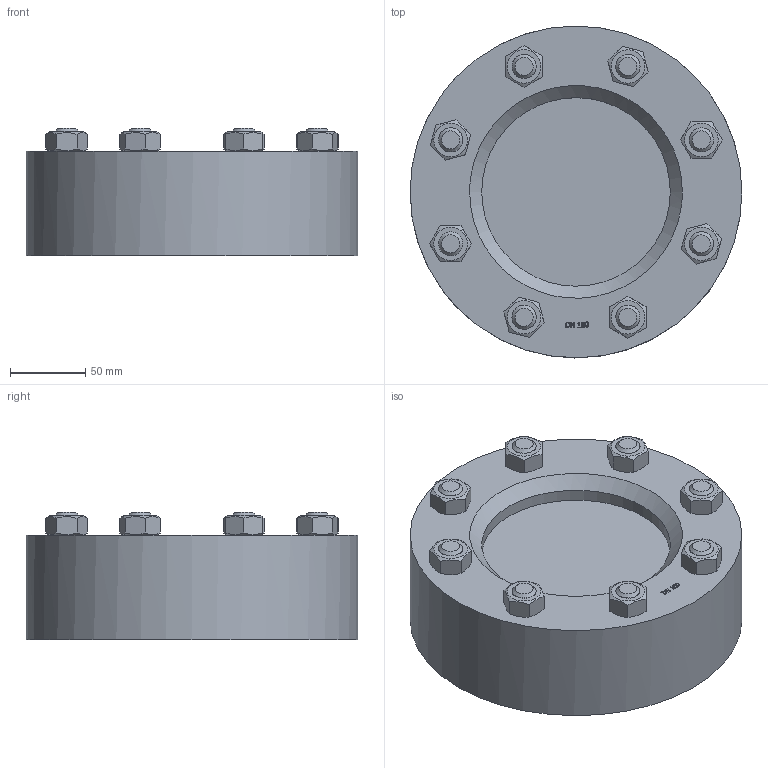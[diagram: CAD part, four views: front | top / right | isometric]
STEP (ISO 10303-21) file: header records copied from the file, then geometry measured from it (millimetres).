
FILE_DESCRIPTION(('HOOPS Exchange Step'),'2;1');
FILE_NAME('BS02_DN100.stp','2025-05-26T11:32:58+02:00',('nieru'),('Unknown organisation'),'HOOPS Exchange 2024.2','HOOPS Exchange','Unknown authorisation');
FILE_SCHEMA( ('AP203_CONFIGURATION_CONTROLLED_3D_DESIGN_OF_MECHANICAL_PARTS_AND_ASSEMBLIES_MIM_LF') );
Length unit declared in the file: millimetre
Products named in the file (1): root
Bounding box: 220 x 219.99 x 84.23 mm (x, y, z)
Volume: 2131401.3 mm3; surface area: 144623.6 mm2
Topology: 1 solids, 1 shells, 172 faces, 438 edges, 294 vertices
Faces by surface type: plane 102, bspline 33, cone 26, cylinder 11
Full cylindrical faces by diameter (mm): 16 x8, 125 x2, 220 x1
Entity records: 20584 total; most frequent: CARTESIAN_POINT 16976, ORIENTED_EDGE 876, DIRECTION 478, EDGE_CURVE 438, VERTEX_POINT 294, EDGE_LOOP 198, FACE_BOUND 198, ADVANCED_FACE 172
